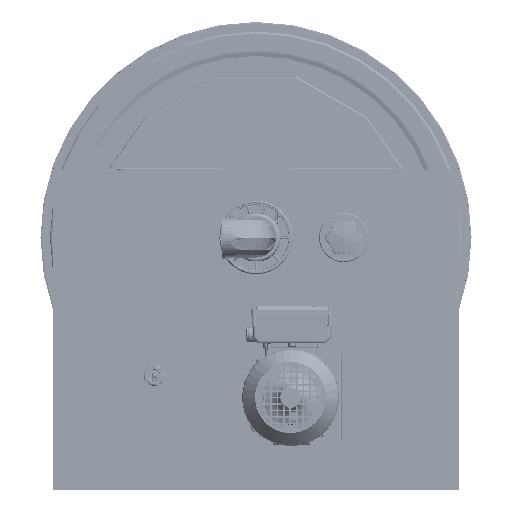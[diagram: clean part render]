
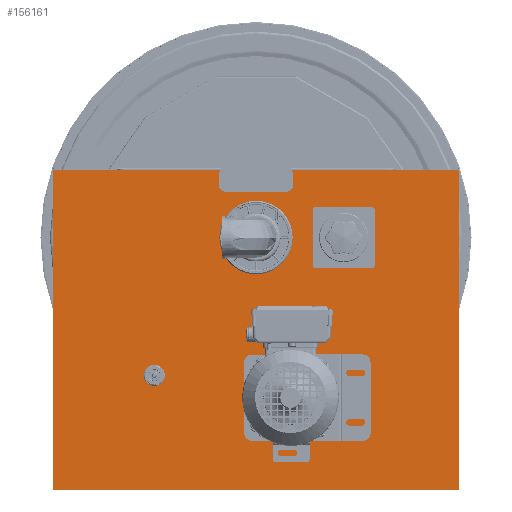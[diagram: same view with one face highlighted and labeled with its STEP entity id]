
A CAD part, front view. The second image highlights one B-rep face of the part: STEP entity #156161.
In plain terms, the highlighted planar face has unit normal (0, -1, 0).
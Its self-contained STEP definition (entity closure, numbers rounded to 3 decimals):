
#7985=LINE('',#201473,#15962);
#7988=LINE('',#201481,#15965);
#7991=LINE('',#201489,#15968);
#7994=LINE('',#201497,#15971);
#9072=LINE('',#215368,#17049);
#9075=LINE('',#215376,#17052);
#9078=LINE('',#215384,#17055);
#9081=LINE('',#215392,#17058);
#9083=LINE('',#215396,#17060);
#9085=LINE('',#215400,#17062);
#9087=LINE('',#215404,#17064);
#9089=LINE('',#215408,#17066);
#9090=LINE('',#215409,#17067);
#9091=LINE('',#215411,#17068);
#15962=VECTOR('',#172352,1000.);
#15965=VECTOR('',#172361,1000.);
#15968=VECTOR('',#172370,1000.);
#15971=VECTOR('',#172379,1000.);
#17049=VECTOR('',#176991,1000.);
#17052=VECTOR('',#177000,1000.);
#17055=VECTOR('',#177009,1000.);
#17058=VECTOR('',#177018,1000.);
#17060=VECTOR('',#177022,1000.);
#17062=VECTOR('',#177026,1000.);
#17064=VECTOR('',#177030,1000.);
#17066=VECTOR('',#177034,1000.);
#17067=VECTOR('',#177035,1000.);
#17068=VECTOR('',#177038,1000.);
#24395=PLANE('',#163488);
#31779=ORIENTED_EDGE('',*,*,#60724,.T.);
#31780=ORIENTED_EDGE('',*,*,#60739,.T.);
#31781=ORIENTED_EDGE('',*,*,#60737,.T.);
#31782=ORIENTED_EDGE('',*,*,#60735,.T.);
#31783=ORIENTED_EDGE('',*,*,#60733,.T.);
#31784=ORIENTED_EDGE('',*,*,#60731,.T.);
#31785=ORIENTED_EDGE('',*,*,#60729,.T.);
#31786=ORIENTED_EDGE('',*,*,#60727,.T.);
#31787=ORIENTED_EDGE('',*,*,#63190,.F.);
#31788=ORIENTED_EDGE('',*,*,#63189,.F.);
#31789=ORIENTED_EDGE('',*,*,#63188,.T.);
#31790=ORIENTED_EDGE('',*,*,#63186,.T.);
#31791=ORIENTED_EDGE('',*,*,#63184,.T.);
#31792=ORIENTED_EDGE('',*,*,#63182,.T.);
#31793=ORIENTED_EDGE('',*,*,#63180,.T.);
#31794=ORIENTED_EDGE('',*,*,#63178,.T.);
#31795=ORIENTED_EDGE('',*,*,#63185,.T.);
#31796=ORIENTED_EDGE('',*,*,#63176,.T.);
#31797=ORIENTED_EDGE('',*,*,#63174,.T.);
#31798=ORIENTED_EDGE('',*,*,#63172,.F.);
#31799=ORIENTED_EDGE('',*,*,#63170,.T.);
#31800=ORIENTED_EDGE('',*,*,#63168,.F.);
#31801=ORIENTED_EDGE('',*,*,#63166,.T.);
#31802=ORIENTED_EDGE('',*,*,#63164,.F.);
#60724=EDGE_CURVE('',#77693,#77694,#88847,.T.);
#60727=EDGE_CURVE('',#77695,#77693,#7985,.T.);
#60729=EDGE_CURVE('',#77696,#77695,#88848,.T.);
#60731=EDGE_CURVE('',#77697,#77696,#7988,.T.);
#60733=EDGE_CURVE('',#77698,#77697,#88849,.T.);
#60735=EDGE_CURVE('',#77699,#77698,#7991,.T.);
#60737=EDGE_CURVE('',#77700,#77699,#88850,.T.);
#60739=EDGE_CURVE('',#77694,#77700,#7994,.T.);
#63164=EDGE_CURVE('',#79319,#79320,#9072,.T.);
#63166=EDGE_CURVE('',#79321,#79320,#89597,.T.);
#63168=EDGE_CURVE('',#79321,#79322,#9075,.T.);
#63170=EDGE_CURVE('',#79323,#79322,#89598,.T.);
#63172=EDGE_CURVE('',#79323,#79324,#9078,.T.);
#63174=EDGE_CURVE('',#79325,#79324,#89599,.T.);
#63176=EDGE_CURVE('',#79304,#79325,#9081,.T.);
#63178=EDGE_CURVE('',#79327,#79326,#9083,.T.);
#63180=EDGE_CURVE('',#79328,#79327,#9085,.T.);
#63182=EDGE_CURVE('',#79329,#79328,#9087,.T.);
#63184=EDGE_CURVE('',#79305,#79329,#9089,.T.);
#63185=EDGE_CURVE('',#79326,#79304,#9090,.T.);
#63186=EDGE_CURVE('',#79330,#79305,#9091,.T.);
#63188=EDGE_CURVE('',#79319,#79330,#89600,.T.);
#63189=EDGE_CURVE('',#79331,#79331,#89601,.T.);
#63190=EDGE_CURVE('',#79332,#79332,#89602,.T.);
#77693=VERTEX_POINT('',#201468);
#77694=VERTEX_POINT('',#201469);
#77695=VERTEX_POINT('',#201474);
#77696=VERTEX_POINT('',#201478);
#77697=VERTEX_POINT('',#201482);
#77698=VERTEX_POINT('',#201486);
#77699=VERTEX_POINT('',#201490);
#77700=VERTEX_POINT('',#201494);
#79304=VERTEX_POINT('',#215329);
#79305=VERTEX_POINT('',#215331);
#79319=VERTEX_POINT('',#215367);
#79320=VERTEX_POINT('',#215369);
#79321=VERTEX_POINT('',#215373);
#79322=VERTEX_POINT('',#215377);
#79323=VERTEX_POINT('',#215381);
#79324=VERTEX_POINT('',#215385);
#79325=VERTEX_POINT('',#215389);
#79326=VERTEX_POINT('',#215395);
#79327=VERTEX_POINT('',#215397);
#79328=VERTEX_POINT('',#215401);
#79329=VERTEX_POINT('',#215405);
#79330=VERTEX_POINT('',#215412);
#79331=VERTEX_POINT('',#215418);
#79332=VERTEX_POINT('',#215421);
#88847=CIRCLE('',#161690,5.);
#88848=CIRCLE('',#161693,5.);
#88849=CIRCLE('',#161696,5.);
#88850=CIRCLE('',#161699,5.);
#89597=CIRCLE('',#163469,10.);
#89598=CIRCLE('',#163472,10.);
#89599=CIRCLE('',#163475,20.);
#89600=CIRCLE('',#163483,20.);
#89601=CIRCLE('',#163485,17.);
#89602=CIRCLE('',#163487,59.5);
#94595=EDGE_LOOP('',(#31779,#31780,#31781,#31782,#31783,#31784,#31785,#31786));
#94596=EDGE_LOOP('',(#31787));
#94597=EDGE_LOOP('',(#31788));
#94598=EDGE_LOOP('',(#31789,#31790,#31791,#31792,#31793,#31794,#31795,#31796,
#31797,#31798,#31799,#31800,#31801,#31802));
#102266=FACE_BOUND('',#94595,.T.);
#102267=FACE_BOUND('',#94596,.T.);
#102268=FACE_BOUND('',#94597,.T.);
#102269=FACE_BOUND('',#94598,.T.);
#156161=ADVANCED_FACE('',(#102266,#102267,#102268,#102269),#24395,.F.);
#161690=AXIS2_PLACEMENT_3D('',#201467,#172346,#172347);
#161693=AXIS2_PLACEMENT_3D('',#201477,#172356,#172357);
#161696=AXIS2_PLACEMENT_3D('',#201485,#172365,#172366);
#161699=AXIS2_PLACEMENT_3D('',#201493,#172374,#172375);
#163469=AXIS2_PLACEMENT_3D('',#215372,#176995,#176996);
#163472=AXIS2_PLACEMENT_3D('',#215380,#177004,#177005);
#163475=AXIS2_PLACEMENT_3D('',#215388,#177013,#177014);
#163483=AXIS2_PLACEMENT_3D('',#215415,#177042,#177043);
#163485=AXIS2_PLACEMENT_3D('',#215417,#177046,#177047);
#163487=AXIS2_PLACEMENT_3D('',#215420,#177050,#177051);
#163488=AXIS2_PLACEMENT_3D('',#215422,#177052,#177053);
#172346=DIRECTION('',(0.,1.,0.));
#172347=DIRECTION('',(0.,0.,1.));
#172352=DIRECTION('',(1.,0.,0.));
#172356=DIRECTION('',(0.,1.,0.));
#172357=DIRECTION('',(0.,0.,1.));
#172361=DIRECTION('',(0.,0.,1.));
#172365=DIRECTION('',(0.,1.,0.));
#172366=DIRECTION('',(0.,0.,1.));
#172370=DIRECTION('',(-1.,0.,0.));
#172374=DIRECTION('',(0.,1.,0.));
#172375=DIRECTION('',(0.,0.,1.));
#172379=DIRECTION('',(0.,0.,-1.));
#176991=DIRECTION('',(0.,0.,-1.));
#176995=DIRECTION('',(0.,1.,0.));
#176996=DIRECTION('',(0.,0.,1.));
#177000=DIRECTION('',(1.,0.,0.));
#177004=DIRECTION('',(0.,1.,0.));
#177005=DIRECTION('',(0.,0.,1.));
#177009=DIRECTION('',(0.,0.,1.));
#177013=DIRECTION('',(0.,1.,0.));
#177014=DIRECTION('',(0.,0.,-1.));
#177018=DIRECTION('',(0.375,0.,-0.927));
#177022=DIRECTION('',(0.,0.,1.));
#177026=DIRECTION('',(1.,0.,0.));
#177030=DIRECTION('',(0.,0.,-1.));
#177034=DIRECTION('',(-1.,0.,0.));
#177035=DIRECTION('',(-1.,0.,0.));
#177038=DIRECTION('',(0.375,0.,0.927));
#177042=DIRECTION('',(0.,1.,0.));
#177043=DIRECTION('',(0.,0.,-1.));
#177046=DIRECTION('',(0.,-1.,0.));
#177047=DIRECTION('',(0.,0.,-1.));
#177050=DIRECTION('',(0.,-1.,0.));
#177051=DIRECTION('',(0.,0.,-1.));
#177052=DIRECTION('',(0.,1.,0.));
#177053=DIRECTION('',(0.,0.,1.));
#201467=CARTESIAN_POINT('',(514.01,0.,455.));
#201468=CARTESIAN_POINT('',(514.01,0.,460.));
#201469=CARTESIAN_POINT('',(519.01,0.,455.));
#201473=CARTESIAN_POINT('',(656.01,0.,460.));
#201474=CARTESIAN_POINT('',(424.01,0.,460.));
#201477=CARTESIAN_POINT('',(424.01,0.,455.));
#201478=CARTESIAN_POINT('',(419.01,0.,455.));
#201481=CARTESIAN_POINT('',(419.01,0.,520.));
#201482=CARTESIAN_POINT('',(419.01,0.,365.));
#201485=CARTESIAN_POINT('',(424.01,0.,365.));
#201486=CARTESIAN_POINT('',(424.01,0.,360.));
#201489=CARTESIAN_POINT('',(656.01,0.,360.));
#201490=CARTESIAN_POINT('',(514.01,0.,360.));
#201493=CARTESIAN_POINT('',(514.01,0.,365.));
#201494=CARTESIAN_POINT('',(519.01,0.,365.));
#201497=CARTESIAN_POINT('',(519.01,0.,520.));
#215329=CARTESIAN_POINT('',(384.285,0.,520.));
#215331=CARTESIAN_POINT('',(268.735,0.,520.));
#215367=CARTESIAN_POINT('',(266.51,0.,510.608));
#215368=CARTESIAN_POINT('',(266.51,0.,520.));
#215369=CARTESIAN_POINT('',(266.51,0.,494.5));
#215372=CARTESIAN_POINT('',(276.51,0.,494.5));
#215373=CARTESIAN_POINT('',(276.51,0.,484.5));
#215376=CARTESIAN_POINT('',(656.01,0.,484.5));
#215377=CARTESIAN_POINT('',(376.51,0.,484.5));
#215380=CARTESIAN_POINT('',(376.51,0.,494.5));
#215381=CARTESIAN_POINT('',(386.51,0.,494.5));
#215384=CARTESIAN_POINT('',(386.51,0.,520.));
#215385=CARTESIAN_POINT('',(386.51,0.,510.608));
#215388=CARTESIAN_POINT('',(366.51,0.,510.608));
#215389=CARTESIAN_POINT('',(385.051,0.,518.108));
#215392=CARTESIAN_POINT('',(358.956,0.,582.623));
#215395=CARTESIAN_POINT('',(656.01,0.,520.));
#215396=CARTESIAN_POINT('',(656.01,0.,0.));
#215397=CARTESIAN_POINT('',(656.01,0.,0.));
#215400=CARTESIAN_POINT('',(-2.99,0.,0.));
#215401=CARTESIAN_POINT('',(-2.99,0.,0.));
#215404=CARTESIAN_POINT('',(-2.99,0.,520.));
#215405=CARTESIAN_POINT('',(-2.99,0.,520.));
#215408=CARTESIAN_POINT('',(656.01,0.,520.));
#215409=CARTESIAN_POINT('',(656.01,0.,520.));
#215411=CARTESIAN_POINT('',(266.51,0.,514.5));
#215412=CARTESIAN_POINT('',(267.969,0.,518.108));
#215415=CARTESIAN_POINT('',(286.51,0.,510.608));
#215417=CARTESIAN_POINT('',(161.51,0.,186.25));
#215418=CARTESIAN_POINT('',(161.51,0.,169.25));
#215420=CARTESIAN_POINT('',(326.51,0.,410.));
#215421=CARTESIAN_POINT('',(326.51,0.,350.5));
#215422=CARTESIAN_POINT('',(656.01,0.,520.));
